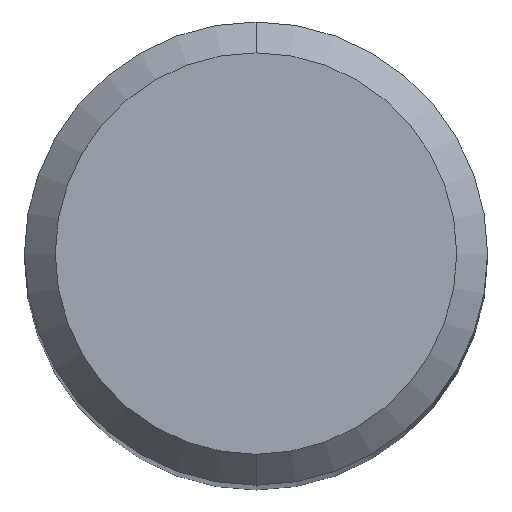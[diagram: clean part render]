
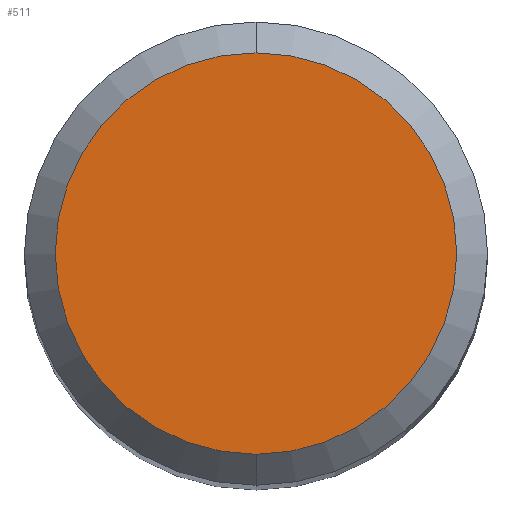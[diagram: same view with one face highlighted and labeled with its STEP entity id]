
A CAD part, top view. The second image highlights one B-rep face of the part: STEP entity #511.
In plain terms, the highlighted planar face has unit normal (0, 0, 1).
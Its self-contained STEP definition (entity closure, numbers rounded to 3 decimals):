
#405=EDGE_CURVE('',#733,#477,#1112,.T.);
#477=VERTEX_POINT('',#1189);
#511=ADVANCED_FACE('',(#1225),#1226,.T.);
#733=VERTEX_POINT('',#1469);
#893=EDGE_CURVE('',#477,#733,#1643,.T.);
#1112=CIRCLE('',#2456,2.6);
#1189=CARTESIAN_POINT('',(0.0,2.6,0.0));
#1225=FACE_OUTER_BOUND('',#3416,.T.);
#1226=PLANE('',#3417);
#1469=CARTESIAN_POINT('',(0.,-2.6,0.0));
#1643=CIRCLE('',#6986,2.6);
#2456=AXIS2_PLACEMENT_3D('',#8439,#8440,#8441);
#3416=EDGE_LOOP('',(#8503,#8504));
#3417=AXIS2_PLACEMENT_3D('',#8505,#8506,#8507);
#6986=AXIS2_PLACEMENT_3D('',#8951,#8952,#8953);
#8439=CARTESIAN_POINT('',(0.0,0.0,0.0));
#8440=DIRECTION('',(0.0,0.0,-1.0));
#8441=DIRECTION('',(0.0,1.0,0.0));
#8503=ORIENTED_EDGE('',*,*,#893,.F.);
#8504=ORIENTED_EDGE('',*,*,#405,.F.);
#8505=CARTESIAN_POINT('',(0.0,1.3,0.0));
#8506=DIRECTION('',(-0.0,0.0,1.0));
#8507=DIRECTION('',(0.0,-1.0,0.0));
#8951=CARTESIAN_POINT('',(0.0,0.0,0.0));
#8952=DIRECTION('',(0.0,0.0,-1.0));
#8953=DIRECTION('',(0.0,1.0,0.0));
